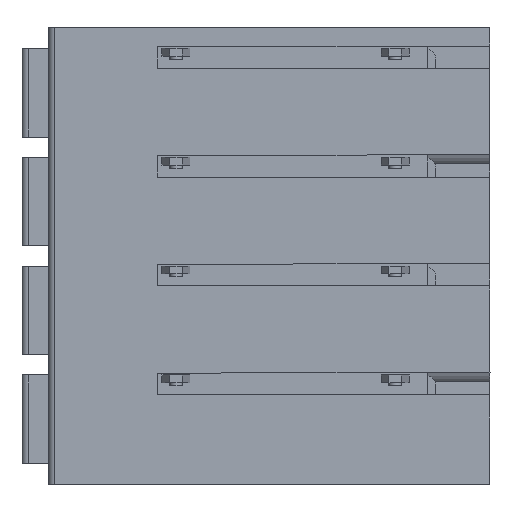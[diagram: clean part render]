
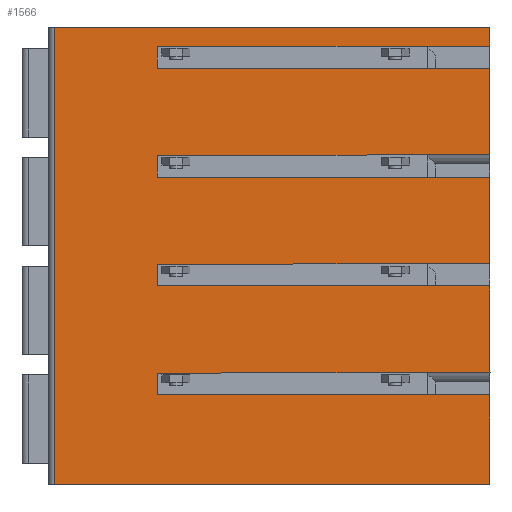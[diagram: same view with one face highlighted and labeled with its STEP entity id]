
A CAD part, front view. The second image highlights one B-rep face of the part: STEP entity #1566.
In plain terms, the highlighted planar face has unit normal (0, -1, 0).
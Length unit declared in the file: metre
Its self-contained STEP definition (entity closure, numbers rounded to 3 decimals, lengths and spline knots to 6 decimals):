
#1566=ADVANCED_FACE('',(#3349),#3350,.F.);
#3349=FACE_OUTER_BOUND('',#5309,.T.);
#3350=PLANE('',#5310);
#5309=EDGE_LOOP('',(#10171,#10172,#10173,#10174,#10175,#10176,#10177,#10178,#10179,#10180,#10181,#10182,#10183,#10184,#10185,#10186,#10187,#10188,#10189,#10190,#10191,#10192,#10193,#10194));
#5310=AXIS2_PLACEMENT_3D('',#10195,#10196,#10197);
#10171=ORIENTED_EDGE('',*,*,#13616,.F.);
#10172=ORIENTED_EDGE('',*,*,#13555,.T.);
#10173=ORIENTED_EDGE('',*,*,#13553,.T.);
#10174=ORIENTED_EDGE('',*,*,#13550,.F.);
#10175=ORIENTED_EDGE('',*,*,#13546,.T.);
#10176=ORIENTED_EDGE('',*,*,#13543,.T.);
#10177=ORIENTED_EDGE('',*,*,#13540,.T.);
#10178=ORIENTED_EDGE('',*,*,#13538,.T.);
#10179=ORIENTED_EDGE('',*,*,#13535,.F.);
#10180=ORIENTED_EDGE('',*,*,#13531,.T.);
#10181=ORIENTED_EDGE('',*,*,#13528,.F.);
#10182=ORIENTED_EDGE('',*,*,#13526,.T.);
#10183=ORIENTED_EDGE('',*,*,#13619,.T.);
#10184=ORIENTED_EDGE('',*,*,#13620,.F.);
#10185=ORIENTED_EDGE('',*,*,#13621,.F.);
#10186=ORIENTED_EDGE('',*,*,#13622,.T.);
#10187=ORIENTED_EDGE('',*,*,#13623,.T.);
#10188=ORIENTED_EDGE('',*,*,#13624,.F.);
#10189=ORIENTED_EDGE('',*,*,#13625,.T.);
#10190=ORIENTED_EDGE('',*,*,#13626,.T.);
#10191=ORIENTED_EDGE('',*,*,#13627,.T.);
#10192=ORIENTED_EDGE('',*,*,#13628,.T.);
#10193=ORIENTED_EDGE('',*,*,#13629,.F.);
#10194=ORIENTED_EDGE('',*,*,#13630,.T.);
#10195=CARTESIAN_POINT('',(0.038369,-0.645453,-0.020548));
#10196=DIRECTION('',(0.,1.0,0.));
#10197=DIRECTION('',(0.0,0.,1.0));
#13526=EDGE_CURVE('',#16734,#16742,#16744,.T.);
#13528=EDGE_CURVE('',#16734,#16746,#16747,.T.);
#13531=EDGE_CURVE('',#16750,#16746,#16751,.T.);
#13535=EDGE_CURVE('',#16750,#16754,#16756,.T.);
#13538=EDGE_CURVE('',#16758,#16754,#16760,.T.);
#13540=EDGE_CURVE('',#16762,#16758,#16763,.T.);
#13543=EDGE_CURVE('',#16766,#16762,#16767,.T.);
#13546=EDGE_CURVE('',#16770,#16766,#16771,.T.);
#13550=EDGE_CURVE('',#16770,#16774,#16776,.T.);
#13553=EDGE_CURVE('',#16778,#16774,#16780,.T.);
#13555=EDGE_CURVE('',#16782,#16778,#16783,.T.);
#13616=EDGE_CURVE('',#16782,#16878,#16879,.T.);
#13619=EDGE_CURVE('',#16742,#16882,#16883,.T.);
#13620=EDGE_CURVE('',#16884,#16882,#16885,.T.);
#13621=EDGE_CURVE('',#16886,#16884,#16887,.T.);
#13622=EDGE_CURVE('',#16886,#16888,#16889,.T.);
#13623=EDGE_CURVE('',#16888,#16890,#16891,.T.);
#13624=EDGE_CURVE('',#16892,#16890,#16893,.T.);
#13625=EDGE_CURVE('',#16892,#16894,#16895,.T.);
#13626=EDGE_CURVE('',#16894,#16896,#16897,.T.);
#13627=EDGE_CURVE('',#16896,#16898,#16899,.T.);
#13628=EDGE_CURVE('',#16898,#16900,#16901,.T.);
#13629=EDGE_CURVE('',#16902,#16900,#16903,.T.);
#13630=EDGE_CURVE('',#16902,#16878,#16904,.T.);
#16734=VERTEX_POINT('',#21428);
#16742=VERTEX_POINT('',#21439);
#16744=LINE('',#21441,#21442);
#16746=VERTEX_POINT('',#21444);
#16747=LINE('',#21445,#21446);
#16750=VERTEX_POINT('',#21450);
#16751=LINE('',#21451,#21452);
#16754=VERTEX_POINT('',#21456);
#16756=LINE('',#21459,#21460);
#16758=VERTEX_POINT('',#21462);
#16760=LINE('',#21465,#21466);
#16762=VERTEX_POINT('',#21468);
#16763=LINE('',#21469,#21470);
#16766=VERTEX_POINT('',#21474);
#16767=LINE('',#21475,#21476);
#16770=VERTEX_POINT('',#21480);
#16771=LINE('',#21481,#21482);
#16774=VERTEX_POINT('',#21486);
#16776=LINE('',#21489,#21490);
#16778=VERTEX_POINT('',#21492);
#16780=LINE('',#21495,#21496);
#16782=VERTEX_POINT('',#21498);
#16783=LINE('',#21499,#21500);
#16878=VERTEX_POINT('',#21640);
#16879=LINE('',#21641,#21642);
#16882=VERTEX_POINT('',#21646);
#16883=LINE('',#21647,#21648);
#16884=VERTEX_POINT('',#21649);
#16885=LINE('',#21650,#21651);
#16886=VERTEX_POINT('',#21652);
#16887=LINE('',#21653,#21654);
#16888=VERTEX_POINT('',#21655);
#16889=LINE('',#21656,#21657);
#16890=VERTEX_POINT('',#21658);
#16891=LINE('',#21659,#21660);
#16892=VERTEX_POINT('',#21661);
#16893=LINE('',#21662,#21663);
#16894=VERTEX_POINT('',#21664);
#16895=LINE('',#21665,#21666);
#16896=VERTEX_POINT('',#21667);
#16897=LINE('',#21668,#21669);
#16898=VERTEX_POINT('',#21670);
#16899=LINE('',#21671,#21672);
#16900=VERTEX_POINT('',#21673);
#16901=LINE('',#21674,#21675);
#16902=VERTEX_POINT('',#21676);
#16903=LINE('',#21677,#21678);
#16904=LINE('',#21679,#21680);
#21428=CARTESIAN_POINT('',(0.038568,-0.645453,0.039252));
#21439=CARTESIAN_POINT('',(0.024569,-0.645453,0.039252));
#21441=CARTESIAN_POINT('',(0.038318,-0.645453,0.039252));
#21442=VECTOR('',#24430,1.0);
#21444=CARTESIAN_POINT('',(0.038568,-0.645453,0.038652));
#21445=CARTESIAN_POINT('',(0.038568,-0.645453,0.038902));
#21446=VECTOR('',#24431,1.0);
#21450=CARTESIAN_POINT('',(0.03552,-0.645453,0.038652));
#21451=CARTESIAN_POINT('',(0.033194,-0.645453,0.038652));
#21452=VECTOR('',#24433,1.0);
#21456=CARTESIAN_POINT('',(0.027869,-0.645453,0.038635));
#21459=CARTESIAN_POINT('',(0.024369,-0.645453,0.038628));
#21460=VECTOR('',#24436,1.0);
#21462=CARTESIAN_POINT('',(0.027869,-0.645453,0.037938));
#21465=CARTESIAN_POINT('',(0.027869,-0.645453,0.038295));
#21466=VECTOR('',#24438,1.0);
#21468=CARTESIAN_POINT('',(0.038568,-0.645453,0.037938));
#21469=CARTESIAN_POINT('',(0.038369,-0.645453,0.037938));
#21470=VECTOR('',#24439,1.0);
#21474=CARTESIAN_POINT('',(0.038568,-0.645453,0.035152));
#21475=CARTESIAN_POINT('',(0.038568,-0.645453,0.052952));
#21476=VECTOR('',#24441,1.0);
#21480=CARTESIAN_POINT('',(0.03552,-0.645453,0.035152));
#21481=CARTESIAN_POINT('',(0.033194,-0.645453,0.035152));
#21482=VECTOR('',#24443,1.0);
#21486=CARTESIAN_POINT('',(0.027869,-0.645453,0.035135));
#21489=CARTESIAN_POINT('',(0.024369,-0.645453,0.035128));
#21490=VECTOR('',#24446,1.0);
#21492=CARTESIAN_POINT('',(0.027869,-0.645453,0.034438));
#21495=CARTESIAN_POINT('',(0.027869,-0.645453,0.034795));
#21496=VECTOR('',#24448,1.0);
#21498=CARTESIAN_POINT('',(0.038568,-0.645453,0.034438));
#21499=CARTESIAN_POINT('',(0.033194,-0.645453,0.034438));
#21500=VECTOR('',#24449,1.0);
#21640=CARTESIAN_POINT('',(0.038568,-0.645453,0.031652));
#21641=CARTESIAN_POINT('',(0.038568,-0.645453,0.031902));
#21642=VECTOR('',#24501,1.0);
#21646=CARTESIAN_POINT('',(0.024569,-0.645453,0.024552));
#21647=CARTESIAN_POINT('',(0.024569,-0.645453,-0.020548));
#21648=VECTOR('',#24503,1.0);
#21649=CARTESIAN_POINT('',(0.038568,-0.645453,0.024552));
#21650=CARTESIAN_POINT('',(0.038318,-0.645453,0.024552));
#21651=VECTOR('',#24504,1.0);
#21652=CARTESIAN_POINT('',(0.038568,-0.645453,0.027438));
#21653=CARTESIAN_POINT('',(0.038568,-0.645453,0.026652));
#21654=VECTOR('',#24505,1.0);
#21655=CARTESIAN_POINT('',(0.027869,-0.645453,0.027438));
#21656=CARTESIAN_POINT('',(0.033194,-0.645453,0.027438));
#21657=VECTOR('',#24506,1.0);
#21658=CARTESIAN_POINT('',(0.027869,-0.645453,0.028135));
#21659=CARTESIAN_POINT('',(0.027869,-0.645453,0.027795));
#21660=VECTOR('',#24507,1.0);
#21661=CARTESIAN_POINT('',(0.03552,-0.645453,0.028152));
#21662=CARTESIAN_POINT('',(0.024369,-0.645453,0.028128));
#21663=VECTOR('',#24508,1.0);
#21664=CARTESIAN_POINT('',(0.038568,-0.645453,0.028152));
#21665=CARTESIAN_POINT('',(0.033194,-0.645453,0.028152));
#21666=VECTOR('',#24509,1.0);
#21667=CARTESIAN_POINT('',(0.038568,-0.645453,0.030938));
#21668=CARTESIAN_POINT('',(0.038568,-0.645453,0.045952));
#21669=VECTOR('',#24510,1.0);
#21670=CARTESIAN_POINT('',(0.027869,-0.645453,0.030938));
#21671=CARTESIAN_POINT('',(0.038369,-0.645453,0.030938));
#21672=VECTOR('',#24511,1.0);
#21673=CARTESIAN_POINT('',(0.027869,-0.645453,0.031635));
#21674=CARTESIAN_POINT('',(0.027869,-0.645453,0.031295));
#21675=VECTOR('',#24512,1.0);
#21676=CARTESIAN_POINT('',(0.03552,-0.645453,0.031652));
#21677=CARTESIAN_POINT('',(0.024369,-0.645453,0.031628));
#21678=VECTOR('',#24513,1.0);
#21679=CARTESIAN_POINT('',(0.033194,-0.645453,0.031652));
#21680=VECTOR('',#24514,1.0);
#24430=DIRECTION('',(-1.0,0.,0.));
#24431=DIRECTION('',(0.,0.,-1.0));
#24433=DIRECTION('',(1.0,0.,0.));
#24436=DIRECTION('',(-1.,0.,-0.002));
#24438=DIRECTION('',(0.,0.,1.0));
#24439=DIRECTION('',(-1.0,0.,0.));
#24441=DIRECTION('',(0.,0.,1.0));
#24443=DIRECTION('',(1.0,0.,0.));
#24446=DIRECTION('',(-1.,0.,-0.002));
#24448=DIRECTION('',(0.,0.,1.0));
#24449=DIRECTION('',(-1.0,0.,0.));
#24501=DIRECTION('',(0.,0.,-1.0));
#24503=DIRECTION('',(0.,0.,-1.0));
#24504=DIRECTION('',(-1.0,0.,0.));
#24505=DIRECTION('',(0.,0.,-1.0));
#24506=DIRECTION('',(-1.0,0.,0.));
#24507=DIRECTION('',(0.,0.,1.0));
#24508=DIRECTION('',(-1.,0.,-0.002));
#24509=DIRECTION('',(1.0,0.,0.));
#24510=DIRECTION('',(0.,0.,1.0));
#24511=DIRECTION('',(-1.0,0.,0.));
#24512=DIRECTION('',(0.,0.,1.0));
#24513=DIRECTION('',(-1.,0.,-0.002));
#24514=DIRECTION('',(1.0,0.,0.));
